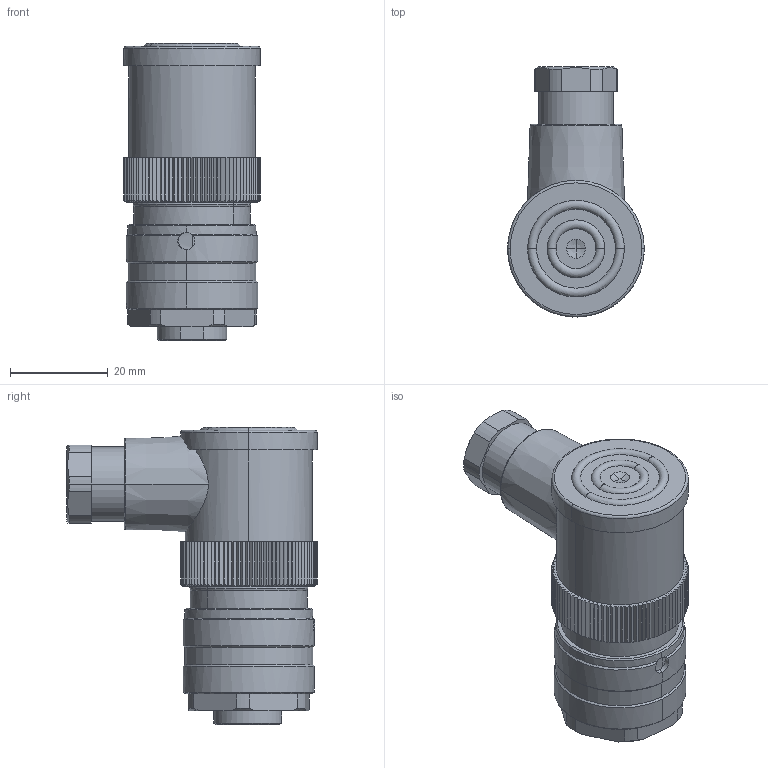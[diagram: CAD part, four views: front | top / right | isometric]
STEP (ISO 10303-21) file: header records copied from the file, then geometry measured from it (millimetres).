
FILE_DESCRIPTION(('CATIA V5 STEP Exchange','CAx-IF Rec.Pracs.--- Model Styling and Organization---1.4--- 2014-01-23'),'2;1');
FILE_NAME ('022537-2_0', '2022-04-11T12:38:31+00:00', ('none'), ('Weidmueller'), 'CATIA Version 5-6 Release 2016 SP3 HF44', 'CATIA V5 STEP AP214', 'none');
FILE_SCHEMA(('AUTOMOTIVE_DESIGN { 1 0 10303 214 1 1 1 1 }'));
Length unit declared in the file: millimetre
Products named in the file (1): 1812470000
Bounding box: 28 x 51.3 x 60.9 mm (x, y, z)
Volume: 36482.4 mm3; surface area: 11977.5 mm2
Topology: 2 solids, 2 shells, 445 faces, 1040 edges, 616 vertices
Faces by surface type: plane 231, cone 126, cylinder 64, torus 20, sphere 4
Entity records: 13157 total; most frequent: CARTESIAN_POINT 3701, ORIENTED_EDGE 2072, DIRECTION 1638, EDGE_CURVE 1036, AXIS2_PLACEMENT_3D 699, VERTEX_POINT 616, VECTOR 496, LINE 496
